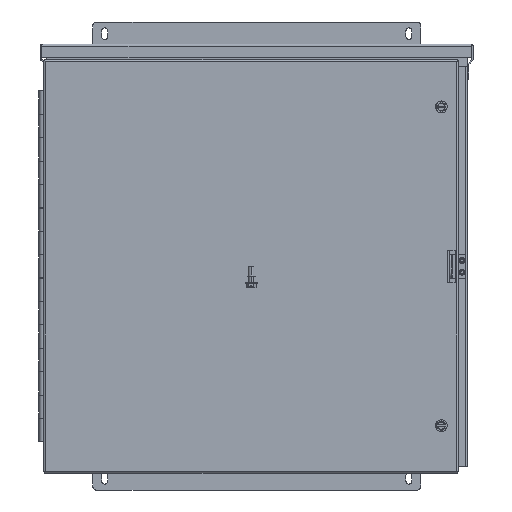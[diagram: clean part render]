
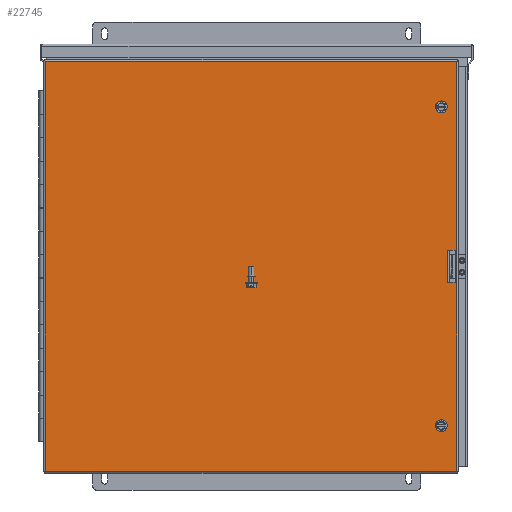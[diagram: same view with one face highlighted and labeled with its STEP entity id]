
A CAD part, front view. The second image highlights one B-rep face of the part: STEP entity #22745.
In plain terms, the highlighted planar face has unit normal (0, -1, 0).
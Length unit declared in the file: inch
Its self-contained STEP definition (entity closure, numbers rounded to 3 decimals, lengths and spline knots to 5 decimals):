
#233 = DIRECTION ( 'NONE',  ( -1., 0., 0. ) ) ;
#565 = EDGE_LOOP ( 'NONE', ( #19492, #13984, #12352, #5418 ) ) ;
#752 = ORIENTED_EDGE ( 'NONE', *, *, #3083, .T. ) ;
#1156 = AXIS2_PLACEMENT_3D ( 'NONE', #17535, #9486, #13458 ) ;
#1181 = VECTOR ( 'NONE', #2045, 39.37008 ) ;
#1546 = LINE ( 'NONE', #14229, #23526 ) ;
#1575 = CIRCLE ( 'NONE', #1156, 0.133 ) ;
#1599 = DIRECTION ( 'NONE',  ( 0., 0., 1. ) ) ;
#1969 = ORIENTED_EDGE ( 'NONE', *, *, #9719, .T. ) ;
#2045 = DIRECTION ( 'NONE',  ( 1., 0., 0. ) ) ;
#2398 = EDGE_CURVE ( 'NONE', #9791, #9782, #17934, .T. ) ;
#2422 = CARTESIAN_POINT ( 'NONE',  ( 8.47425, -10.157, 0.2445 ) ) ;
#2658 = CARTESIAN_POINT ( 'NONE',  ( 8.47425, -10.157, -1.1305 ) ) ;
#2963 = ORIENTED_EDGE ( 'NONE', *, *, #13232, .T. ) ;
#3083 = EDGE_CURVE ( 'NONE', #9782, #20002, #23939, .T. ) ;
#3176 = VECTOR ( 'NONE', #18313, 39.37008 ) ;
#3919 = FACE_BOUND ( 'NONE', #10507, .T. ) ;
#3942 = CARTESIAN_POINT ( 'NONE',  ( -9.033, -10.157, -9.1995 ) ) ;
#4411 = VECTOR ( 'NONE', #26015, 39.37008 ) ;
#4508 = DIRECTION ( 'NONE',  ( 0., 1., 0. ) ) ;
#4735 = CARTESIAN_POINT ( 'NONE',  ( 7.748, -10.157, 6.3695 ) ) ;
#4960 = VERTEX_POINT ( 'NONE', #4735 ) ;
#5166 = DIRECTION ( 'NONE',  ( 0., 1., 0. ) ) ;
#5328 = CARTESIAN_POINT ( 'NONE',  ( 8.014, -10.157, 6.3695 ) ) ;
#5418 = ORIENTED_EDGE ( 'NONE', *, *, #11767, .T. ) ;
#5422 = DIRECTION ( 'NONE',  ( 1., 0., 0. ) ) ;
#5673 = CARTESIAN_POINT ( 'NONE',  ( 8.16175, -10.157, 0.2445 ) ) ;
#5815 = CARTESIAN_POINT ( 'NONE',  ( 8.16175, -10.157, 0.2445 ) ) ;
#5989 = EDGE_LOOP ( 'NONE', ( #2963, #17425 ) ) ;
#6020 = DIRECTION ( 'NONE',  ( 1., 0., 0. ) ) ;
#6262 = CARTESIAN_POINT ( 'NONE',  ( 8.545, -10.157, -9.1995 ) ) ;
#6342 = CARTESIAN_POINT ( 'NONE',  ( -9.033, -10.157, 8.3135 ) ) ;
#6399 = ORIENTED_EDGE ( 'NONE', *, *, #13305, .T. ) ;
#7315 = VERTEX_POINT ( 'NONE', #24817 ) ;
#8289 = FACE_BOUND ( 'NONE', #5989, .T. ) ;
#9188 = DIRECTION ( 'NONE',  ( 1., 0., 0. ) ) ;
#9368 = CARTESIAN_POINT ( 'NONE',  ( 8.16175, -10.157, -1.1305 ) ) ;
#9437 = VECTOR ( 'NONE', #19964, 39.37008 ) ;
#9486 = DIRECTION ( 'NONE',  ( 0., 1., 0. ) ) ;
#9503 = VECTOR ( 'NONE', #1599, 39.37008 ) ;
#9526 = CARTESIAN_POINT ( 'NONE',  ( 7.748, -10.157, -7.2555 ) ) ;
#9636 = EDGE_LOOP ( 'NONE', ( #1969, #21222, #752, #25510 ) ) ;
#9719 = EDGE_CURVE ( 'NONE', #20467, #9791, #17722, .T. ) ;
#9782 = VERTEX_POINT ( 'NONE', #15751 ) ;
#9791 = VERTEX_POINT ( 'NONE', #2658 ) ;
#9919 = CARTESIAN_POINT ( 'NONE',  ( 7.881, -10.157, -7.2555 ) ) ;
#10234 = DIRECTION ( 'NONE',  ( 0., 0., -1. ) ) ;
#10266 = FACE_OUTER_BOUND ( 'NONE', #565, .T. ) ;
#10387 = CARTESIAN_POINT ( 'NONE',  ( 8.545, -10.157, -9.1995 ) ) ;
#10507 = EDGE_LOOP ( 'NONE', ( #21974, #6399 ) ) ;
#10807 = VERTEX_POINT ( 'NONE', #5328 ) ;
#11213 = EDGE_CURVE ( 'NONE', #22307, #18145, #13294, .T. ) ;
#11767 = EDGE_CURVE ( 'NONE', #19611, #7315, #14367, .T. ) ;
#11906 = CARTESIAN_POINT ( 'NONE',  ( 8.47425, -10.157, -1.1305 ) ) ;
#12255 = LINE ( 'NONE', #24566, #26059 ) ;
#12352 = ORIENTED_EDGE ( 'NONE', *, *, #14044, .T. ) ;
#12690 = CARTESIAN_POINT ( 'NONE',  ( 7.881, -10.157, 6.3695 ) ) ;
#13232 = EDGE_CURVE ( 'NONE', #18145, #22307, #17581, .T. ) ;
#13294 = CIRCLE ( 'NONE', #15394, 0.133 ) ;
#13305 = EDGE_CURVE ( 'NONE', #4960, #10807, #17984, .T. ) ;
#13458 = DIRECTION ( 'NONE',  ( 1., 0., 0. ) ) ;
#13529 = VECTOR ( 'NONE', #10234, 39.37008 ) ;
#13670 = EDGE_CURVE ( 'NONE', #7315, #20900, #12255, .T. ) ;
#13719 = DIRECTION ( 'NONE',  ( 1., 0., 0. ) ) ;
#13984 = ORIENTED_EDGE ( 'NONE', *, *, #18431, .T. ) ;
#14044 = EDGE_CURVE ( 'NONE', #21283, #19611, #14218, .T. ) ;
#14218 = LINE ( 'NONE', #10387, #1181 ) ;
#14229 = CARTESIAN_POINT ( 'NONE',  ( 8.47425, -10.157, 0.2445 ) ) ;
#14367 = LINE ( 'NONE', #18855, #3176 ) ;
#15141 = EDGE_CURVE ( 'NONE', #10807, #4960, #1575, .T. ) ;
#15394 = AXIS2_PLACEMENT_3D ( 'NONE', #23542, #5166, #5422 ) ;
#15751 = CARTESIAN_POINT ( 'NONE',  ( 8.16175, -10.157, -1.1305 ) ) ;
#15827 = AXIS2_PLACEMENT_3D ( 'NONE', #18171, #18454, #6020 ) ;
#16439 = LINE ( 'NONE', #22537, #13529 ) ;
#16739 = AXIS2_PLACEMENT_3D ( 'NONE', #9919, #23822, #9188 ) ;
#17425 = ORIENTED_EDGE ( 'NONE', *, *, #11213, .T. ) ;
#17535 = CARTESIAN_POINT ( 'NONE',  ( 7.881, -10.157, 6.3695 ) ) ;
#17581 = CIRCLE ( 'NONE', #16739, 0.133 ) ;
#17722 = LINE ( 'NONE', #11906, #9437 ) ;
#17934 = LINE ( 'NONE', #9368, #4411 ) ;
#17984 = CIRCLE ( 'NONE', #23511, 0.133 ) ;
#18145 = VERTEX_POINT ( 'NONE', #25088 ) ;
#18171 = CARTESIAN_POINT ( 'NONE',  ( 8.545, -10.157, -9.1995 ) ) ;
#18313 = DIRECTION ( 'NONE',  ( 0., 0., 1. ) ) ;
#18431 = EDGE_CURVE ( 'NONE', #20900, #21283, #16439, .T. ) ;
#18454 = DIRECTION ( 'NONE',  ( 0., -1., 0. ) ) ;
#18635 = DIRECTION ( 'NONE',  ( 1., 0., 0. ) ) ;
#18855 = CARTESIAN_POINT ( 'NONE',  ( 8.545, -10.157, -9.1995 ) ) ;
#19492 = ORIENTED_EDGE ( 'NONE', *, *, #13670, .T. ) ;
#19611 = VERTEX_POINT ( 'NONE', #6262 ) ;
#19964 = DIRECTION ( 'NONE',  ( 0., 0., -1. ) ) ;
#20002 = VERTEX_POINT ( 'NONE', #5673 ) ;
#20467 = VERTEX_POINT ( 'NONE', #2422 ) ;
#20900 = VERTEX_POINT ( 'NONE', #6342 ) ;
#21222 = ORIENTED_EDGE ( 'NONE', *, *, #2398, .T. ) ;
#21283 = VERTEX_POINT ( 'NONE', #3942 ) ;
#21974 = ORIENTED_EDGE ( 'NONE', *, *, #15141, .T. ) ;
#22307 = VERTEX_POINT ( 'NONE', #9526 ) ;
#22421 = PLANE ( 'NONE',  #15827 ) ;
#22537 = CARTESIAN_POINT ( 'NONE',  ( -9.033, -10.157, -9.1995 ) ) ;
#22745 = ADVANCED_FACE ( 'NONE', ( #10266, #3919, #24147, #8289 ), #22421, .T. ) ;
#23511 = AXIS2_PLACEMENT_3D ( 'NONE', #12690, #4508, #18635 ) ;
#23526 = VECTOR ( 'NONE', #13719, 39.37008 ) ;
#23542 = CARTESIAN_POINT ( 'NONE',  ( 7.881, -10.157, -7.2555 ) ) ;
#23822 = DIRECTION ( 'NONE',  ( 0., 1., 0. ) ) ;
#23939 = LINE ( 'NONE', #5815, #9503 ) ;
#24147 = FACE_BOUND ( 'NONE', #9636, .T. ) ;
#24566 = CARTESIAN_POINT ( 'NONE',  ( 8.545, -10.157, 8.3135 ) ) ;
#24817 = CARTESIAN_POINT ( 'NONE',  ( 8.545, -10.157, 8.3135 ) ) ;
#24890 = EDGE_CURVE ( 'NONE', #20002, #20467, #1546, .T. ) ;
#25088 = CARTESIAN_POINT ( 'NONE',  ( 8.014, -10.157, -7.2555 ) ) ;
#25510 = ORIENTED_EDGE ( 'NONE', *, *, #24890, .T. ) ;
#26015 = DIRECTION ( 'NONE',  ( -1., 0., 0. ) ) ;
#26059 = VECTOR ( 'NONE', #233, 39.37008 ) ;
